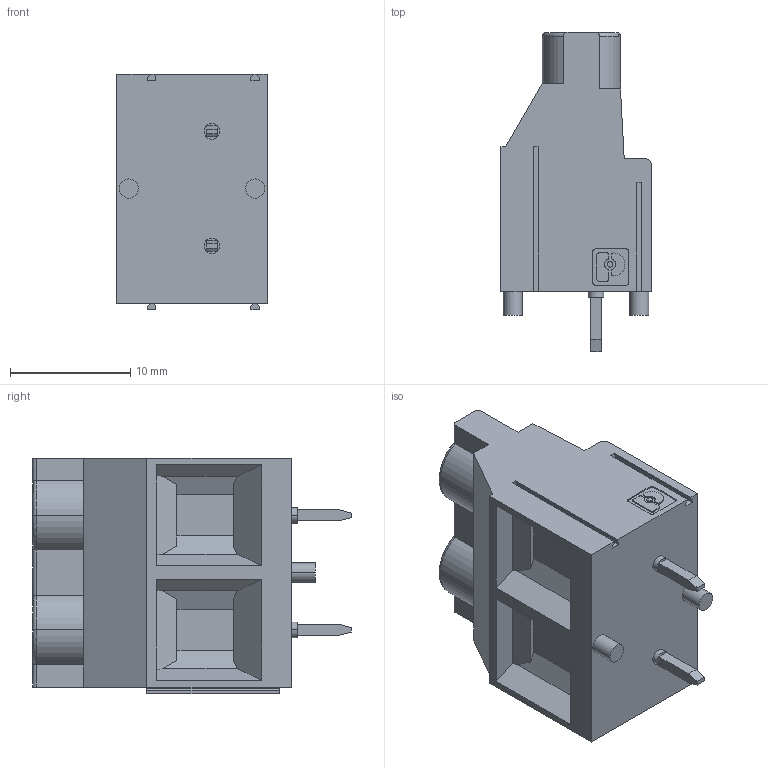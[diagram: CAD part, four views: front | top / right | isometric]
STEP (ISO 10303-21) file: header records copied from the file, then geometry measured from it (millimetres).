
FILE_DESCRIPTION(('SolidDesigner STEP Export'),'2;1');
FILE_NAME('mkdsv_5-2-9.5.stp','2006-06-12T 7:37:14',(''),(''),'OneSpace Designer STEP processor for AP214 (Solid Model)','OneSpace Designer 13.01 05-Feb-2005 (C) CoCreate Software GmbH','');
FILE_SCHEMA(('AUTOMOTIVE_DESIGN { 1 0 10303 214 1 1 1 1 }'));
Length unit declared in the file: millimetre
Products named in the file (2): mkdsv_5-2-9.5
Assembly tree (1 placements, depth 2):
  mkdsv_5-2-9.5
    mkdsv_5-2-9.5
Bounding box: 12.5 x 26.5 x 19.61 mm (x, y, z)
Volume: 3581.7 mm3; surface area: 2082.8 mm2
Topology: 1 solids, 1 shells, 192 faces, 488 edges, 316 vertices
Faces by surface type: plane 131, cylinder 53, torus 8
Entity records: 7347 total; most frequent: CARTESIAN_POINT 1327, ORIENTED_EDGE 976, DIRECTION 843, EDGE_CURVE 488, VECTOR 347, LINE 347, VERTEX_POINT 316, AXIS2_PLACEMENT_3D 248
